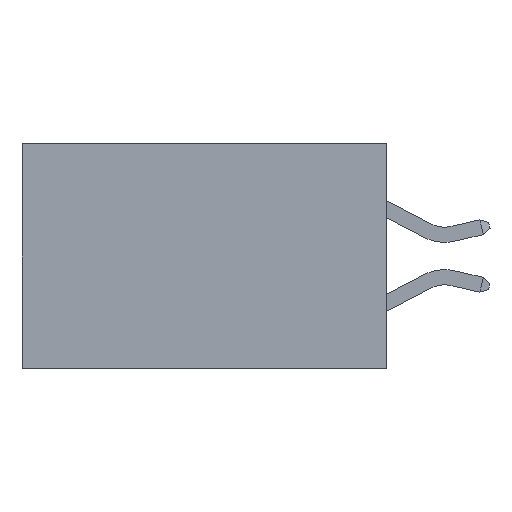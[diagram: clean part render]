
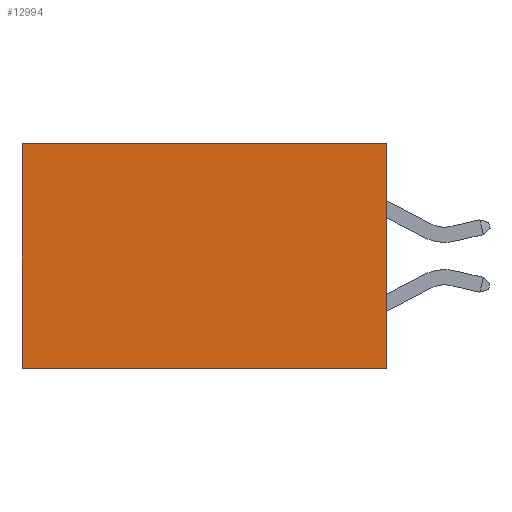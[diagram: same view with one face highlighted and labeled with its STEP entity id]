
A CAD part, left-side view. The second image highlights one B-rep face of the part: STEP entity #12994.
In plain terms, the highlighted planar face has unit normal (-1, 0, 0).
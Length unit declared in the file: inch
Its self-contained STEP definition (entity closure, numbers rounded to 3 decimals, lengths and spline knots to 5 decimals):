
#292 = CARTESIAN_POINT ( 'NONE',  ( 0.2615, 0.6, -0.37 ) ) ;
#2477 = DIRECTION ( 'NONE',  ( 0., 1., 0. ) ) ;
#3139 = ORIENTED_EDGE ( 'NONE', *, *, #9236, .T. ) ;
#3176 = CARTESIAN_POINT ( 'NONE',  ( 0.2615, 0., 0. ) ) ;
#3226 = CARTESIAN_POINT ( 'NONE',  ( 0.2615, 0., -0.37 ) ) ;
#3850 = EDGE_CURVE ( 'NONE', #5838, #15991, #9508, .T. ) ;
#4330 = EDGE_CURVE ( 'NONE', #23055, #15991, #13177, .T. ) ;
#4387 = CARTESIAN_POINT ( 'NONE',  ( 0.2615, 0.6, 0. ) ) ;
#4906 = DIRECTION ( 'NONE',  ( 1., 0., 0. ) ) ;
#4997 = ORIENTED_EDGE ( 'NONE', *, *, #3850, .T. ) ;
#5245 = CARTESIAN_POINT ( 'NONE',  ( 0.2615, 0., -0.37 ) ) ;
#5838 = VERTEX_POINT ( 'NONE', #4387 ) ;
#6761 = VECTOR ( 'NONE', #16726, 39.37008 ) ;
#6892 = AXIS2_PLACEMENT_3D ( 'NONE', #5245, #4906, #15682 ) ;
#7031 = FACE_OUTER_BOUND ( 'NONE', #10817, .T. ) ;
#9236 = EDGE_CURVE ( 'NONE', #10805, #5838, #12547, .T. ) ;
#9508 = LINE ( 'NONE', #292, #6761 ) ;
#10772 = DIRECTION ( 'NONE',  ( 0., 1., 0. ) ) ;
#10805 = VERTEX_POINT ( 'NONE', #18903 ) ;
#10817 = EDGE_LOOP ( 'NONE', ( #4997, #15328, #16996, #3139 ) ) ;
#12547 = LINE ( 'NONE', #3176, #20783 ) ;
#12994 = ADVANCED_FACE ( 'NONE', ( #7031 ), #17928, .F. ) ;
#13173 = EDGE_CURVE ( 'NONE', #10805, #23055, #18605, .T. ) ;
#13177 = LINE ( 'NONE', #18713, #21150 ) ;
#15297 = CARTESIAN_POINT ( 'NONE',  ( 0.2615, 0., -0.37 ) ) ;
#15328 = ORIENTED_EDGE ( 'NONE', *, *, #4330, .F. ) ;
#15682 = DIRECTION ( 'NONE',  ( 0., 0., -1. ) ) ;
#15991 = VERTEX_POINT ( 'NONE', #19002 ) ;
#16726 = DIRECTION ( 'NONE',  ( 0., 0., -1. ) ) ;
#16996 = ORIENTED_EDGE ( 'NONE', *, *, #13173, .F. ) ;
#17928 = PLANE ( 'NONE',  #6892 ) ;
#18605 = LINE ( 'NONE', #15297, #20033 ) ;
#18713 = CARTESIAN_POINT ( 'NONE',  ( 0.2615, 0., -0.37 ) ) ;
#18903 = CARTESIAN_POINT ( 'NONE',  ( 0.2615, 0., 0. ) ) ;
#19002 = CARTESIAN_POINT ( 'NONE',  ( 0.2615, 0.6, -0.37 ) ) ;
#20033 = VECTOR ( 'NONE', #22172, 39.37008 ) ;
#20783 = VECTOR ( 'NONE', #10772, 39.37008 ) ;
#21150 = VECTOR ( 'NONE', #2477, 39.37008 ) ;
#22172 = DIRECTION ( 'NONE',  ( 0., 0., -1. ) ) ;
#23055 = VERTEX_POINT ( 'NONE', #3226 ) ;
